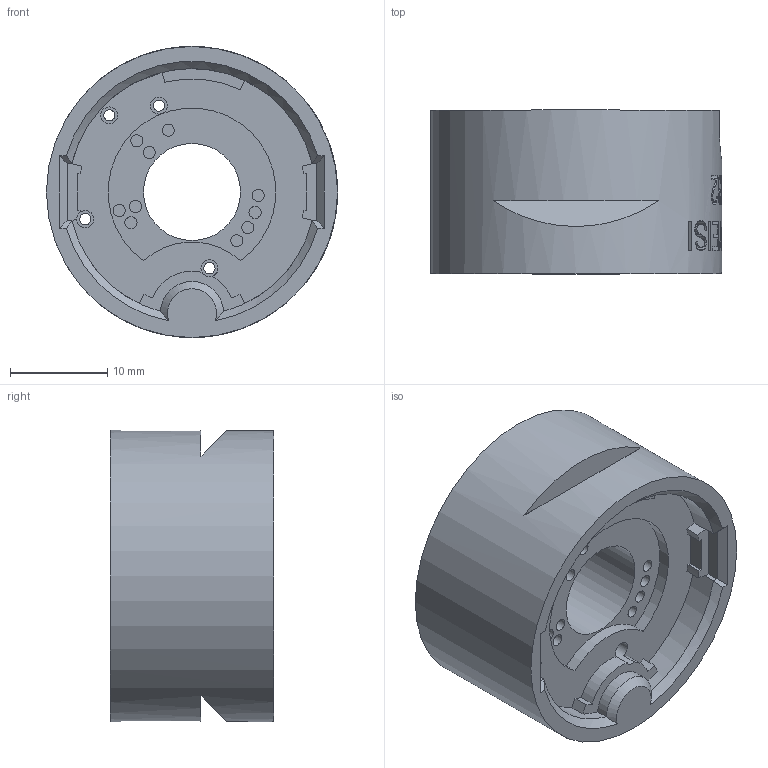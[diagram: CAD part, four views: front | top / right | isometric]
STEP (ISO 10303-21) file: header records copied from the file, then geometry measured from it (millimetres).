
FILE_DESCRIPTION(/* description */ (''),/* implementation_level */ '2;1');
FILE_NAME(/* name */ 'duoweisi-528332_programmer-base.step',/* time_stamp */ '2024-06-01T16:15:04-07:00',/* author */ (''),/* organization */ (''),/* preprocessor_version */ 'ST-DEVELOPER v20',/* originating_system */ 'Autodesk Translation Framework v13.14.0.145',/* authorisation */ '');
FILE_SCHEMA (('AUTOMOTIVE_DESIGN { 1 0 10303 214 3 1 1 }'));
Length unit declared in the file: millimetre
Products named in the file (2): new-832-programmer; programmer
Assembly tree (1 placements, depth 2):
  new-832-programmer
    programmer
Bounding box: 30 x 16.85 x 30 mm (x, y, z)
Volume: 5898.8 mm3; surface area: 4785.7 mm2
Topology: 1 solids, 1 shells, 377 faces, 1019 edges, 676 vertices
Faces by surface type: bspline 216, plane 102, cylinder 55, cone 4
Full cylindrical faces by diameter (mm): 1.15 x4, 1.25 x10, 1.75 x4, 10 x1, 12.4 x1, 26 x1, 30 x1
Entity records: 16027 total; most frequent: CARTESIAN_POINT 7859, ORIENTED_EDGE 2038, DIRECTION 1049, EDGE_CURVE 1019, VERTEX_POINT 676, B_SPLINE_CURVE_WITH_KNOTS 446, LINE 425, VECTOR 425
